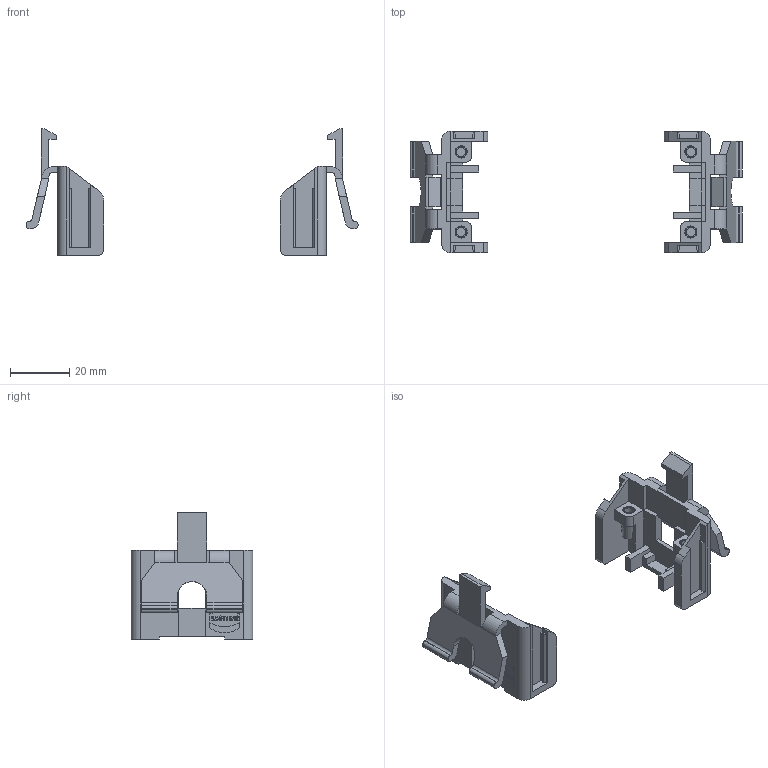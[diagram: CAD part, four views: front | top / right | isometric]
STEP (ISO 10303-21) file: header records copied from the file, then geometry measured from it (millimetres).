
FILE_DESCRIPTION(/* description */ (''),/* implementation_level */ '2;1');
FILE_NAME(/* name */ '100095106ugm000_b.stp',/* time_stamp */ '2018-03-22T13:19:40+01:00',/* author */ (''),/* organization */ (''),/* preprocessor_version */ 'ST-DEVELOPER v16',/* originating_system */ 'SIEMENS PLM Software NX 10.0',/* authorisation */ '');
FILE_SCHEMA (('AUTOMOTIVE_DESIGN { 1 0 10303 214 3 1 1 1 }'));
Length unit declared in the file: millimetre
Products named in the file (1): 100095106ugm000_b
Bounding box: 111.95 x 41 x 42.75 mm (x, y, z)
Volume: 14168 mm3; surface area: 14687.3 mm2
Topology: 2 solids, 2 shells, 364 faces, 1254 edges, 1092 vertices
Faces by surface type: plane 306, cylinder 50, cone 8
Full cylindrical faces by diameter (mm): 3 x4, 3.25 x4
Entity records: 14577 total; most frequent: CARTESIAN_POINT 3019, ORIENTED_EDGE 2152, DIRECTION 2084, EDGE_CURVE 1076, LINE 1066, VECTOR 1066, VERTEX_POINT 766, AXIS2_PLACEMENT_3D 509
